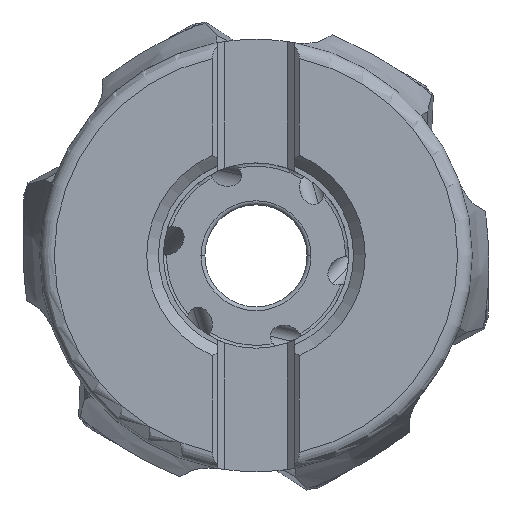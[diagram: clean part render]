
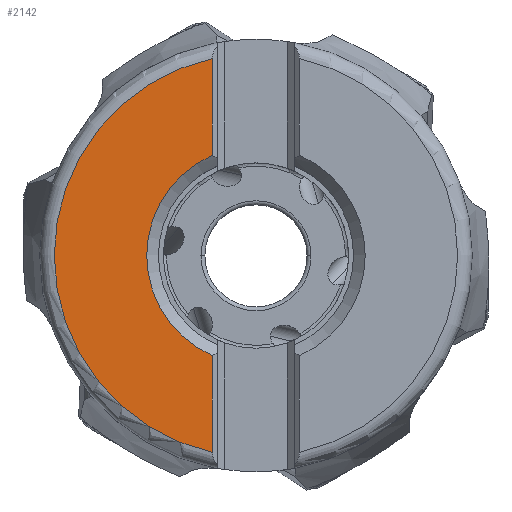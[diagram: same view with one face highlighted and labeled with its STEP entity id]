
A CAD part, top view. The second image highlights one B-rep face of the part: STEP entity #2142.
In plain terms, the highlighted planar face has unit normal (0, 0, 1).
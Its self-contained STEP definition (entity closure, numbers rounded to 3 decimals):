
#407=PLANE('',#12283);
#942=LINE('',#22169,#1585);
#945=LINE('',#22219,#1588);
#1585=VECTOR('',#14236,1.);
#1588=VECTOR('',#14281,1.);
#2142=ADVANCED_FACE('',(#3052),#407,.T.);
#3052=FACE_OUTER_BOUND('',#3688,.T.);
#3688=EDGE_LOOP('',(#5923,#5924,#5925,#5926));
#5923=ORIENTED_EDGE('',*,*,#10170,.F.);
#5924=ORIENTED_EDGE('',*,*,#10189,.F.);
#5925=ORIENTED_EDGE('',*,*,#10174,.F.);
#5926=ORIENTED_EDGE('',*,*,#10172,.F.);
#8818=VERTEX_POINT('',#22155);
#8819=VERTEX_POINT('',#22157);
#8820=VERTEX_POINT('',#22170);
#8821=VERTEX_POINT('',#22179);
#10170=EDGE_CURVE('',#8818,#8819,#11295,.T.);
#10172=EDGE_CURVE('',#8819,#8820,#942,.T.);
#10174=EDGE_CURVE('',#8820,#8821,#11296,.T.);
#10189=EDGE_CURVE('',#8821,#8818,#945,.T.);
#11295=CIRCLE('',#12259,20.725);
#11296=CIRCLE('',#12262,11.225);
#12259=AXIS2_PLACEMENT_3D('',#22156,#14232,#14233);
#12262=AXIS2_PLACEMENT_3D('',#22178,#14239,#14240);
#12283=AXIS2_PLACEMENT_3D('',#22221,#14284,#14285);
#14232=DIRECTION('',(0.,0.,-1.));
#14233=DIRECTION('',(-0.216,-0.976,0.));
#14236=DIRECTION('',(0.,-1.,0.));
#14239=DIRECTION('',(0.,0.,1.));
#14240=DIRECTION('',(-0.398,0.917,0.));
#14281=DIRECTION('',(0.,-1.,0.));
#14284=DIRECTION('',(0.,0.,1.));
#14285=DIRECTION('',(-1.,0.,0.));
#22155=CARTESIAN_POINT('',(-4.47,-20.237,0.));
#22156=CARTESIAN_POINT('',(0.,0.,0.));
#22157=CARTESIAN_POINT('',(-4.47,20.237,0.));
#22169=CARTESIAN_POINT('',(-4.47,20.237,0.));
#22170=CARTESIAN_POINT('',(-4.47,10.297,0.));
#22178=CARTESIAN_POINT('',(0.,0.,0.));
#22179=CARTESIAN_POINT('',(-4.47,-10.297,0.));
#22219=CARTESIAN_POINT('',(-4.47,-10.297,0.));
#22221=CARTESIAN_POINT('',(-12.597,0.,0.));
